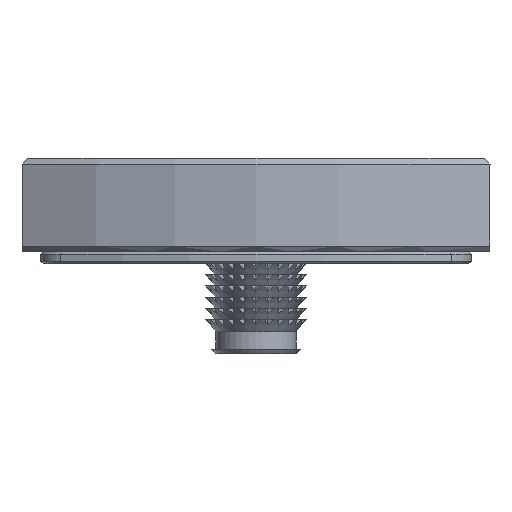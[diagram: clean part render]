
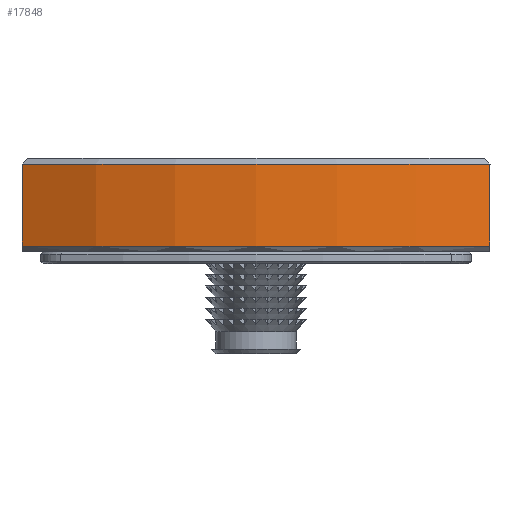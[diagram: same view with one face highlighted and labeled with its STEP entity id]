
A CAD part, left-side view. The second image highlights one B-rep face of the part: STEP entity #17848.
In plain terms, the highlighted cylindrical face has radius 40 mm (diameter 80 mm), a partial arc.
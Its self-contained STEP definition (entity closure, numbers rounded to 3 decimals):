
#310 = CIRCLE ( 'NONE', #39277, 40. ) ;
#1032 = EDGE_CURVE ( 'NONE', #31358, #49370, #19371, .T. ) ;
#1597 = VECTOR ( 'NONE', #62684, 1000. ) ;
#2422 = CARTESIAN_POINT ( 'NONE',  ( 11.359, -20., -2.215 ) ) ;
#3367 = VECTOR ( 'NONE', #24191, 1000. ) ;
#5719 = CARTESIAN_POINT ( 'NONE',  ( 11.359, -20., -9.215 ) ) ;
#7596 = CARTESIAN_POINT ( 'NONE',  ( 46., 0., -9.215 ) ) ;
#8473 = CARTESIAN_POINT ( 'NONE',  ( 11.359, -20., -9.715 ) ) ;
#8809 = EDGE_CURVE ( 'NONE', #24776, #31358, #39999, .T. ) ;
#8853 = AXIS2_PLACEMENT_3D ( 'NONE', #14431, #53884, #53570 ) ;
#12310 = AXIS2_PLACEMENT_3D ( 'NONE', #7596, #46760, #61487 ) ;
#12449 = ORIENTED_EDGE ( 'NONE', *, *, #35449, .T. ) ;
#13280 = LINE ( 'NONE', #51471, #1597 ) ;
#14253 = VERTEX_POINT ( 'NONE', #36640 ) ;
#14431 = CARTESIAN_POINT ( 'NONE',  ( 46., 0., -9.715 ) ) ;
#17848 = ADVANCED_FACE ( 'NONE', ( #43336 ), #52944, .T. ) ;
#19371 = LINE ( 'NONE', #8473, #3367 ) ;
#24191 = DIRECTION ( 'NONE',  ( 0., 0., 1. ) ) ;
#24776 = VERTEX_POINT ( 'NONE', #25830 ) ;
#25830 = CARTESIAN_POINT ( 'NONE',  ( 11.359, 20., -9.215 ) ) ;
#31358 = VERTEX_POINT ( 'NONE', #5719 ) ;
#35449 = EDGE_CURVE ( 'NONE', #49370, #14253, #310, .T. ) ;
#36640 = CARTESIAN_POINT ( 'NONE',  ( 11.359, 20., -2.215 ) ) ;
#39277 = AXIS2_PLACEMENT_3D ( 'NONE', #54624, #55572, #46302 ) ;
#39999 = CIRCLE ( 'NONE', #12310, 40. ) ;
#40390 = EDGE_LOOP ( 'NONE', ( #52227, #53654, #44447, #12449 ) ) ;
#43336 = FACE_OUTER_BOUND ( 'NONE', #40390, .T. ) ;
#44447 = ORIENTED_EDGE ( 'NONE', *, *, #1032, .T. ) ;
#46302 = DIRECTION ( 'NONE',  ( -1., 0., 0. ) ) ;
#46760 = DIRECTION ( 'NONE',  ( 0., 0., 1. ) ) ;
#49370 = VERTEX_POINT ( 'NONE', #2422 ) ;
#51471 = CARTESIAN_POINT ( 'NONE',  ( 11.359, 20., -9.715 ) ) ;
#52227 = ORIENTED_EDGE ( 'NONE', *, *, #57830, .F. ) ;
#52944 = CYLINDRICAL_SURFACE ( 'NONE', #8853, 40. ) ;
#53570 = DIRECTION ( 'NONE',  ( 1., 0., 0. ) ) ;
#53654 = ORIENTED_EDGE ( 'NONE', *, *, #8809, .T. ) ;
#53884 = DIRECTION ( 'NONE',  ( 0., 0., 1. ) ) ;
#54624 = CARTESIAN_POINT ( 'NONE',  ( 46., 0., -2.215 ) ) ;
#55572 = DIRECTION ( 'NONE',  ( 0., 0., -1. ) ) ;
#57830 = EDGE_CURVE ( 'NONE', #24776, #14253, #13280, .T. ) ;
#61487 = DIRECTION ( 'NONE',  ( -1., 0., 0. ) ) ;
#62684 = DIRECTION ( 'NONE',  ( 0., 0., 1. ) ) ;
